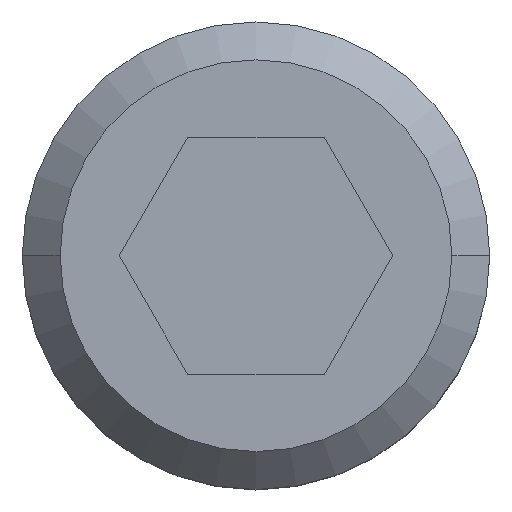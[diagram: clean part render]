
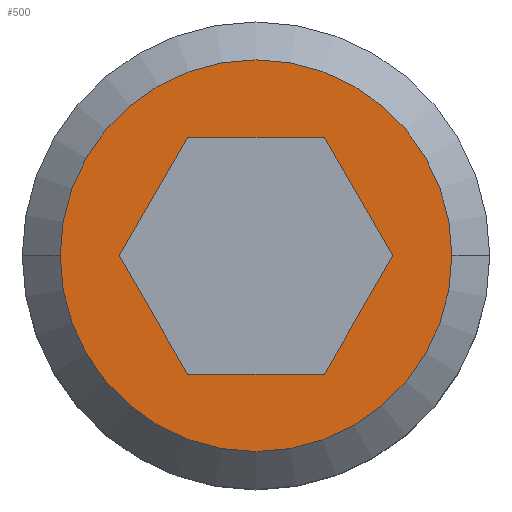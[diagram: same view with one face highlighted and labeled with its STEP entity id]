
A CAD part, top view. The second image highlights one B-rep face of the part: STEP entity #500.
In plain terms, the highlighted planar face has unit normal (0, 0, 1).
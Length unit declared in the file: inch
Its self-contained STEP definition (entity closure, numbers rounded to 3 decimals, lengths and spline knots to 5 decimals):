
#4 = CARTESIAN_POINT ( 'NONE',  ( 0.05413, 0.09375, 0. ) ) ;
#8 = DIRECTION ( 'NONE',  ( -1., 0., 0. ) ) ;
#19 = DIRECTION ( 'NONE',  ( 0.5, -0.866, 0. ) ) ;
#70 = DIRECTION ( 'NONE',  ( 0., 0., 1. ) ) ;
#73 = DIRECTION ( 'NONE',  ( 1., 0., 0. ) ) ;
#75 = CARTESIAN_POINT ( 'NONE',  ( 0., 0., 0. ) ) ;
#76 = CARTESIAN_POINT ( 'NONE',  ( -0.10825, 0., 0. ) ) ;
#77 = DIRECTION ( 'NONE',  ( 0., 0., 1. ) ) ;
#78 = DIRECTION ( 'NONE',  ( 1., 0., 0. ) ) ;
#79 = CARTESIAN_POINT ( 'NONE',  ( 0., 0., 0. ) ) ;
#96 = DIRECTION ( 'NONE',  ( 1., 0., 0. ) ) ;
#97 = CARTESIAN_POINT ( 'NONE',  ( -0.05413, -0.09375, 0. ) ) ;
#98 = CARTESIAN_POINT ( 'NONE',  ( -0.155, 0., 0. ) ) ;
#102 = VERTEX_POINT ( 'NONE', #180 ) ;
#103 = CARTESIAN_POINT ( 'NONE',  ( 0.05413, -0.09375, 0. ) ) ;
#122 = VERTEX_POINT ( 'NONE', #205 ) ;
#128 = VERTEX_POINT ( 'NONE', #141 ) ;
#138 = VERTEX_POINT ( 'NONE', #98 ) ;
#141 = CARTESIAN_POINT ( 'NONE',  ( 0.05413, -0.09375, 0. ) ) ;
#168 = CARTESIAN_POINT ( 'NONE',  ( -0.05413, 0.09375, 0. ) ) ;
#170 = CARTESIAN_POINT ( 'NONE',  ( 0.155, 0., 0. ) ) ;
#173 = PLANE ( 'NONE',  #585 ) ;
#180 = CARTESIAN_POINT ( 'NONE',  ( 0.10825, 0., 0. ) ) ;
#197 = DIRECTION ( 'NONE',  ( 1., 0., 0. ) ) ;
#199 = DIRECTION ( 'NONE',  ( 0., 0., 1. ) ) ;
#201 = VERTEX_POINT ( 'NONE', #170 ) ;
#202 = CARTESIAN_POINT ( 'NONE',  ( 0., 0., 0. ) ) ;
#205 = CARTESIAN_POINT ( 'NONE',  ( -0.10825, 0., 0. ) ) ;
#211 = VERTEX_POINT ( 'NONE', #246 ) ;
#221 = DIRECTION ( 'NONE',  ( -0.5, 0.866, 0. ) ) ;
#222 = CARTESIAN_POINT ( 'NONE',  ( -0.05413, 0.09375, 0. ) ) ;
#228 = VERTEX_POINT ( 'NONE', #261 ) ;
#230 = CARTESIAN_POINT ( 'NONE',  ( 0.10825, 0., 0. ) ) ;
#234 = VERTEX_POINT ( 'NONE', #222 ) ;
#243 = DIRECTION ( 'NONE',  ( 0.5, 0.866, 0. ) ) ;
#246 = CARTESIAN_POINT ( 'NONE',  ( 0.05413, 0.09375, 0. ) ) ;
#247 = DIRECTION ( 'NONE',  ( -0.5, -0.866, 0. ) ) ;
#261 = CARTESIAN_POINT ( 'NONE',  ( -0.05413, -0.09375, 0. ) ) ;
#272 = ORIENTED_EDGE ( 'NONE', *, *, #530, .F. ) ;
#273 = CIRCLE ( 'NONE', #537, 0.155 ) ;
#278 = ORIENTED_EDGE ( 'NONE', *, *, #581, .F. ) ;
#282 = FACE_OUTER_BOUND ( 'NONE', #293, .T. ) ;
#293 = EDGE_LOOP ( 'NONE', ( #343, #342 ) ) ;
#295 = ORIENTED_EDGE ( 'NONE', *, *, #548, .F. ) ;
#296 = ORIENTED_EDGE ( 'NONE', *, *, #522, .F. ) ;
#314 = VECTOR ( 'NONE', #247, 39.37008 ) ;
#333 = EDGE_LOOP ( 'NONE', ( #296, #467, #278, #272, #400, #295 ) ) ;
#342 = ORIENTED_EDGE ( 'NONE', *, *, #598, .T. ) ;
#343 = ORIENTED_EDGE ( 'NONE', *, *, #599, .T. ) ;
#358 = FACE_BOUND ( 'NONE', #333, .T. ) ;
#366 = VECTOR ( 'NONE', #8, 39.37008 ) ;
#382 = VECTOR ( 'NONE', #221, 39.37008 ) ;
#400 = ORIENTED_EDGE ( 'NONE', *, *, #595, .F. ) ;
#427 = LINE ( 'NONE', #230, #382 ) ;
#436 = LINE ( 'NONE', #103, #491 ) ;
#438 = LINE ( 'NONE', #168, #314 ) ;
#439 = VECTOR ( 'NONE', #96, 39.37008 ) ;
#456 = LINE ( 'NONE', #97, #439 ) ;
#457 = LINE ( 'NONE', #4, #366 ) ;
#467 = ORIENTED_EDGE ( 'NONE', *, *, #555, .F. ) ;
#477 = LINE ( 'NONE', #76, #483 ) ;
#483 = VECTOR ( 'NONE', #19, 39.37008 ) ;
#491 = VECTOR ( 'NONE', #243, 39.37008 ) ;
#493 = CIRCLE ( 'NONE', #590, 0.155 ) ;
#500 = ADVANCED_FACE ( 'NONE', ( #282, #358 ), #173, .T. ) ;
#522 = EDGE_CURVE ( 'NONE', #128, #102, #436, .T. ) ;
#530 = EDGE_CURVE ( 'NONE', #234, #122, #438, .T. ) ;
#537 = AXIS2_PLACEMENT_3D ( 'NONE', #75, #70, #73 ) ;
#548 = EDGE_CURVE ( 'NONE', #102, #211, #427, .T. ) ;
#555 = EDGE_CURVE ( 'NONE', #228, #128, #456, .T. ) ;
#581 = EDGE_CURVE ( 'NONE', #122, #228, #477, .T. ) ;
#585 = AXIS2_PLACEMENT_3D ( 'NONE', #202, #199, #197 ) ;
#590 = AXIS2_PLACEMENT_3D ( 'NONE', #79, #77, #78 ) ;
#595 = EDGE_CURVE ( 'NONE', #211, #234, #457, .T. ) ;
#598 = EDGE_CURVE ( 'NONE', #201, #138, #493, .T. ) ;
#599 = EDGE_CURVE ( 'NONE', #138, #201, #273, .T. ) ;
